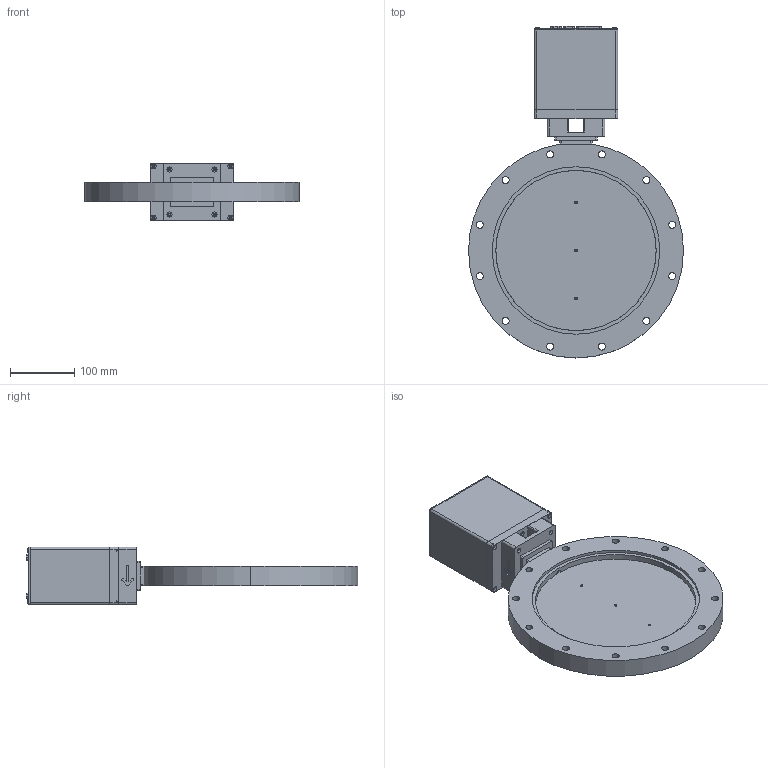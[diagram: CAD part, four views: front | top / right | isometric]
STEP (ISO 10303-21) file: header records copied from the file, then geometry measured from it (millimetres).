
FILE_DESCRIPTION (( 'STEP AP214' ), '1' );
FILE_NAME ('BFV-ISO250F-SST-RS232_Butterfly Valve_ISO250F_FLANGES_MOTORIZED_OUTLINE_DRAWING.STEP', '2025-12-19T17:32:06', ( '' ), ( '' ), 'SwSTEP 2.0', 'SolidWorks 2023', '' );
FILE_SCHEMA (( 'AUTOMOTIVE_DESIGN' ));
Length unit declared in the file: inch
Products named in the file (1): BFV-ISO250F-SST-RS232_Butterfly Valve_ISO250F_FLANGES_MOTORIZED_OUTLINE_DRAWING
Bounding box: 335 x 517.35 x 90 mm (x, y, z)
Surface area: 400357 mm2 (no closed solid volume)
Topology: 0 solids, 91 shells, 812 faces, 3167 edges, 2401 vertices
Faces by surface type: cylinder 506, plane 189, cone 88, bspline 13, torus 8, sphere 8
Entity records: 35321 total; most frequent: CARTESIAN_POINT 8156, DIRECTION 6088, ORIENTED_EDGE 4614, EDGE_CURVE 3167, VERTEX_POINT 2401, AXIS2_PLACEMENT_3D 2222, VECTOR 1644, LINE 1644
